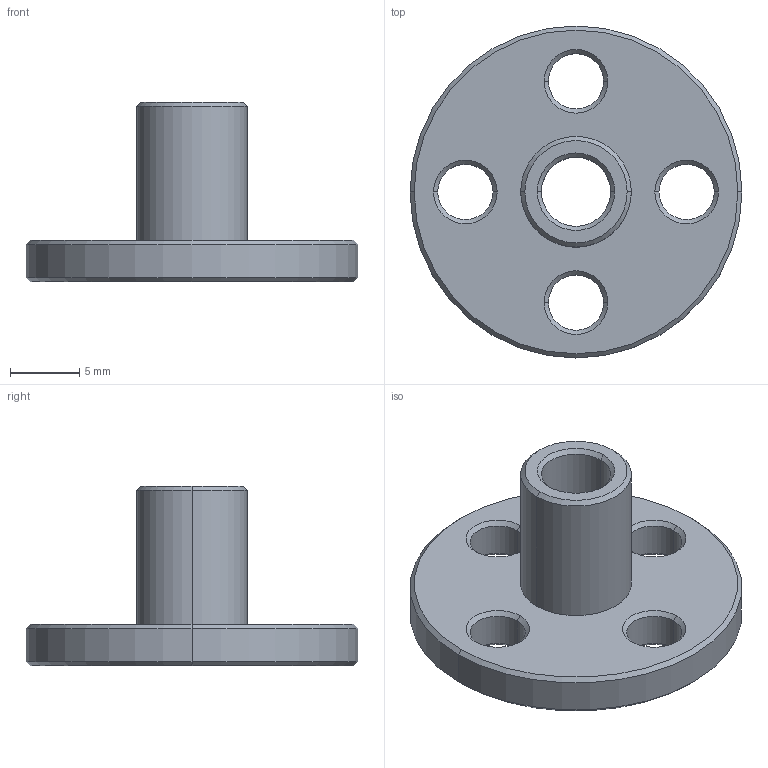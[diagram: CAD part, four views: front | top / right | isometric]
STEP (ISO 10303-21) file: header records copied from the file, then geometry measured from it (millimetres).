
FILE_DESCRIPTION (( 'STEP AP214' ), '1' );
FILE_NAME ('Lead Screw Nut T6x14佪裝蹟譫.step', '2016-10-28T04:17:11', ( 'dell' ), ( '' ), 'SwSTEP 2.0', 'SolidWorks 2013', '' );
FILE_SCHEMA (( 'AUTOMOTIVE_DESIGN' ));
Length unit declared in the file: millimetre
Products named in the file (1): Lead Screw Nut T6x14佪裝蹟譫
Bounding box: 24 x 24 x 13 mm (x, y, z)
Volume: 1439.7 mm3; surface area: 1544.2 mm2
Topology: 1 solids, 1 shells, 43 faces, 94 edges, 54 vertices
Faces by surface type: cone 26, cylinder 14, plane 3
Entity records: 1250 total; most frequent: DIRECTION 236, CARTESIAN_POINT 192, ORIENTED_EDGE 188, AXIS2_PLACEMENT_3D 98, EDGE_CURVE 94, VERTEX_POINT 54, CIRCLE 54, EDGE_LOOP 54
